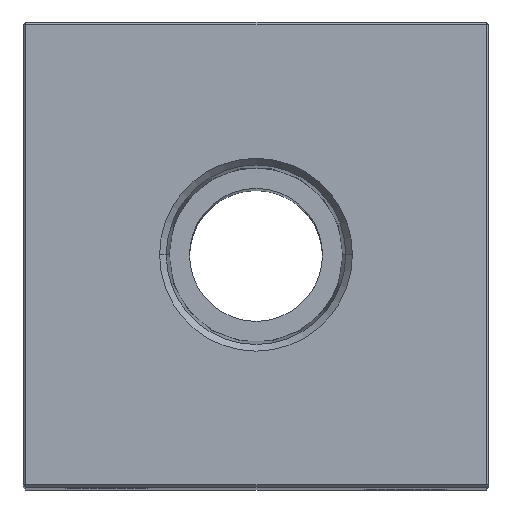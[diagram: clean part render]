
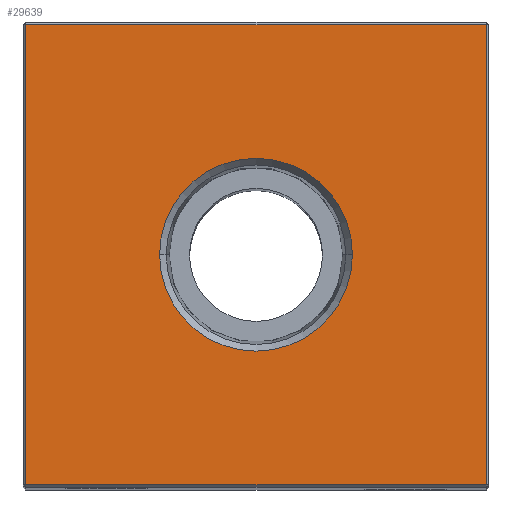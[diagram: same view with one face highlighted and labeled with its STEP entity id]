
A CAD part, top view. The second image highlights one B-rep face of the part: STEP entity #29639.
In plain terms, the highlighted planar face has unit normal (0, 0, 1).
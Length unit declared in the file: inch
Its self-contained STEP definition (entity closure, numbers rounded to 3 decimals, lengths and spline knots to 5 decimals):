
#40 = ORIENTED_EDGE ( 'NONE', *, *, #3735, .F. ) ;
#701 = FACE_BOUND ( 'NONE', #20082, .T. ) ;
#986 = EDGE_CURVE ( 'NONE', #7020, #17038, #7595, .T. ) ;
#1025 = DIRECTION ( 'NONE',  ( -1., 0., 0. ) ) ;
#1616 = CARTESIAN_POINT ( 'NONE',  ( 0.865, 0.865, 5.5 ) ) ;
#2286 = ORIENTED_EDGE ( 'NONE', *, *, #23291, .T. ) ;
#2434 = CARTESIAN_POINT ( 'NONE',  ( 0., 0., 5.5 ) ) ;
#3589 = LINE ( 'NONE', #13352, #22809 ) ;
#3735 = EDGE_CURVE ( 'NONE', #13425, #8330, #7925, .T. ) ;
#4881 = ORIENTED_EDGE ( 'NONE', *, *, #27733, .T. ) ;
#6417 = CARTESIAN_POINT ( 'NONE',  ( -0.3626, 0., 5.5 ) ) ;
#7020 = VERTEX_POINT ( 'NONE', #1616 ) ;
#7595 = LINE ( 'NONE', #17324, #12511 ) ;
#7925 = CIRCLE ( 'NONE', #25855, 0.3626 ) ;
#8330 = VERTEX_POINT ( 'NONE', #16094 ) ;
#9119 = DIRECTION ( 'NONE',  ( 0., 0., 1. ) ) ;
#9534 = VECTOR ( 'NONE', #29941, 39.37008 ) ;
#9716 = VERTEX_POINT ( 'NONE', #9861 ) ;
#9861 = CARTESIAN_POINT ( 'NONE',  ( -0.865, -0.865, 5.5 ) ) ;
#10241 = LINE ( 'NONE', #19969, #27112 ) ;
#10273 = LINE ( 'NONE', #19994, #9534 ) ;
#10499 = PLANE ( 'NONE',  #20929 ) ;
#12211 = DIRECTION ( 'NONE',  ( 0., 0., 1. ) ) ;
#12272 = CIRCLE ( 'NONE', #30331, 0.3626 ) ;
#12511 = VECTOR ( 'NONE', #27226, 39.37008 ) ;
#13203 = CARTESIAN_POINT ( 'NONE',  ( 0., 0., 5.5 ) ) ;
#13322 = EDGE_CURVE ( 'NONE', #9716, #24141, #10273, .T. ) ;
#13352 = CARTESIAN_POINT ( 'NONE',  ( -0.865, 0., 5.5 ) ) ;
#13425 = VERTEX_POINT ( 'NONE', #6417 ) ;
#14605 = ORIENTED_EDGE ( 'NONE', *, *, #986, .T. ) ;
#15693 = CARTESIAN_POINT ( 'NONE',  ( 0.865, -0.865, 5.5 ) ) ;
#16094 = CARTESIAN_POINT ( 'NONE',  ( 0.3626, 0., 5.5 ) ) ;
#17038 = VERTEX_POINT ( 'NONE', #18373 ) ;
#17324 = CARTESIAN_POINT ( 'NONE',  ( 0., 0.865, 5.5 ) ) ;
#18373 = CARTESIAN_POINT ( 'NONE',  ( -0.865, 0.865, 5.5 ) ) ;
#18854 = DIRECTION ( 'NONE',  ( 1., 0., 0. ) ) ;
#19969 = CARTESIAN_POINT ( 'NONE',  ( 0.865, 0., 5.5 ) ) ;
#19994 = CARTESIAN_POINT ( 'NONE',  ( 0., -0.865, 5.5 ) ) ;
#20082 = EDGE_LOOP ( 'NONE', ( #21981, #40 ) ) ;
#20929 = AXIS2_PLACEMENT_3D ( 'NONE', #13203, #22969, #1025 ) ;
#21977 = DIRECTION ( 'NONE',  ( 1., 0., 0. ) ) ;
#21981 = ORIENTED_EDGE ( 'NONE', *, *, #31137, .F. ) ;
#22642 = FACE_OUTER_BOUND ( 'NONE', #29415, .T. ) ;
#22809 = VECTOR ( 'NONE', #23114, 39.37008 ) ;
#22969 = DIRECTION ( 'NONE',  ( 0., 0., -1. ) ) ;
#23114 = DIRECTION ( 'NONE',  ( 0., -1., 0. ) ) ;
#23291 = EDGE_CURVE ( 'NONE', #17038, #9716, #3589, .T. ) ;
#24141 = VERTEX_POINT ( 'NONE', #15693 ) ;
#25855 = AXIS2_PLACEMENT_3D ( 'NONE', #2434, #12211, #21977 ) ;
#27112 = VECTOR ( 'NONE', #29907, 39.37008 ) ;
#27226 = DIRECTION ( 'NONE',  ( -1., 0., 0. ) ) ;
#27733 = EDGE_CURVE ( 'NONE', #24141, #7020, #10241, .T. ) ;
#29309 = ORIENTED_EDGE ( 'NONE', *, *, #13322, .T. ) ;
#29415 = EDGE_LOOP ( 'NONE', ( #2286, #29309, #4881, #14605 ) ) ;
#29639 = ADVANCED_FACE ( 'NONE', ( #22642, #701 ), #10499, .F. ) ;
#29907 = DIRECTION ( 'NONE',  ( 0., 1., 0. ) ) ;
#29941 = DIRECTION ( 'NONE',  ( 1., 0., 0. ) ) ;
#30331 = AXIS2_PLACEMENT_3D ( 'NONE', #31249, #9119, #18854 ) ;
#31137 = EDGE_CURVE ( 'NONE', #8330, #13425, #12272, .T. ) ;
#31249 = CARTESIAN_POINT ( 'NONE',  ( 0., 0., 5.5 ) ) ;
